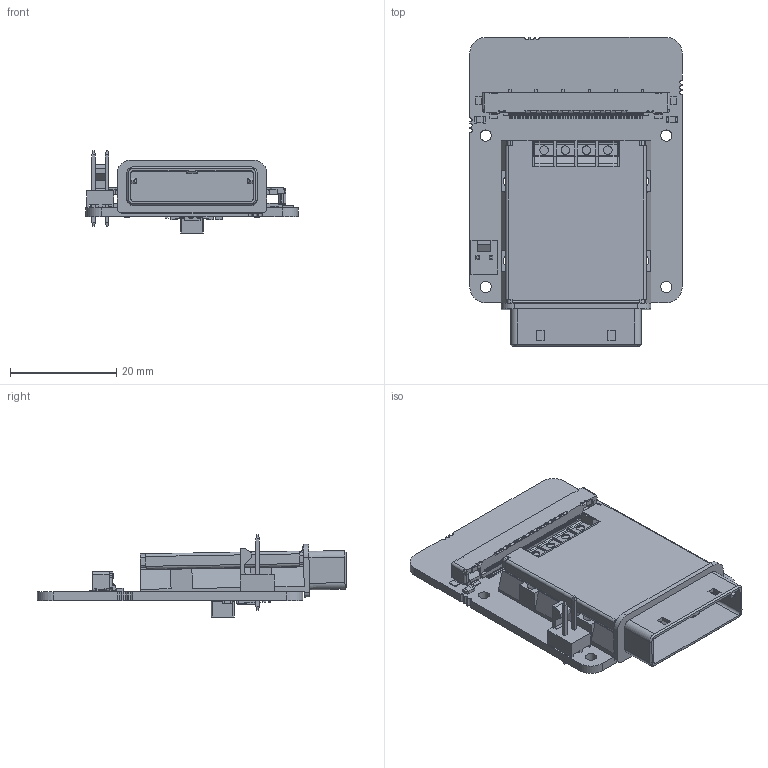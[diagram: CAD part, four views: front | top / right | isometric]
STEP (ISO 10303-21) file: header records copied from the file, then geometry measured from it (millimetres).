
FILE_DESCRIPTION(/* description */ ('step model'),/* implementation_level */ '2;1');
FILE_NAME(/* name */ 'ADPT-MX-X4G2-IPASSHOST-FL.stp',/* time_stamp */ '2017-09-04T14:34:58+02:00',/* author */ ('Spano'),/* organization */ ('Ximea'),/* preprocessor_version */ 'ST-DEVELOPER v16',/* originating_system */ 'SIEMENS PLM Software NX 11.0',/* authorisation */ '');
FILE_SCHEMA (('AUTOMOTIVE_DESIGN { 1 0 10303 214 3 1 1 1 }'));
Products named in the file (1): ADPT-MX-X4G2-IPASSHOST-FL
Bounding box: 40 x 58.26 x 15.46 mm (x, y, z)
Volume: 9008.2 mm3; surface area: 12414.8 mm2
Topology: 27 solids, 27 shells, 3298 faces, 8997 edges, 5902 vertices
Faces by surface type: plane 2507, cylinder 759, bspline 18, cone 14
Full cylindrical faces by diameter (mm): 1 x2, 1.55 x4, 2.1 x4, 2.5 x4
Entity records: 105661 total; most frequent: CARTESIAN_POINT 19374, ORIENTED_EDGE 17994, DIRECTION 16995, EDGE_CURVE 8997, LINE 7269, VECTOR 7269, VERTEX_POINT 5902, AXIS2_PLACEMENT_3D 4863
